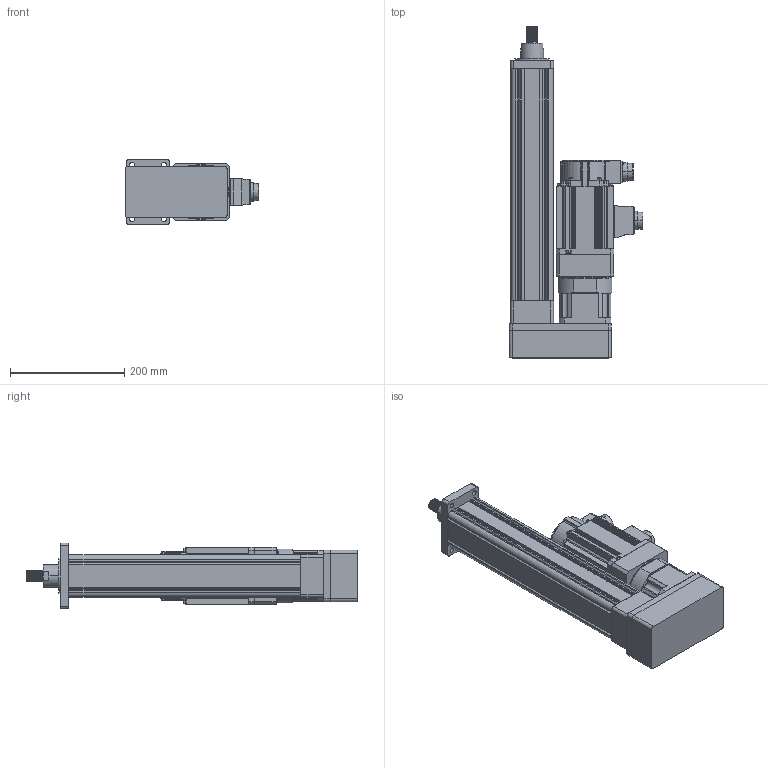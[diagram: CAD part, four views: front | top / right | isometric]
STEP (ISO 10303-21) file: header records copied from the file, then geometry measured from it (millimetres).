
FILE_DESCRIPTION (( 'STEP AP203' ), '1' );
FILE_NAME ('RLA75-10QF-10KN-R300-83mm-s.STEP', '2025-01-20T06:18:48', ( '微软用户' ), ( '微软中国' ), 'SwSTEP 2.0', 'SolidWorks 2022', '' );
FILE_SCHEMA (( 'CONFIG_CONTROL_DESIGN' ));
Length unit declared in the file: millimetre
Products named in the file (6): PGH90-L1-24-95-115-M6-A22; 75缸行程300折叠前法兰安装; _MSMF102L1H6 _body.stp; MSMF102L1H6.stp; RLA75-10QF-10KN-R300-83mm-s; MSMF102L1H6
Assembly tree (5 placements, depth 4):
  RLA75-10QF-10KN-R300-83mm-s
    75缸行程300折叠前法兰安装
    MSMF102L1H6
      MSMF102L1H6.stp
        _MSMF102L1H6 _body.stp
    PGH90-L1-24-95-115-M6-A22
Bounding box: 233.5 x 580 x 115 mm (x, y, z)
Volume: 5738621.3 mm3; surface area: 526507.1 mm2
Topology: 21 solids, 21 shells, 1411 faces, 3592 edges, 2320 vertices
Faces by surface type: cylinder 621, plane 574, cone 115, torus 62, sphere 26, bspline 13
Entity records: 48940 total; most frequent: CARTESIAN_POINT 13359, DIRECTION 7654, ORIENTED_EDGE 7156, EDGE_CURVE 3578, AXIS2_PLACEMENT_3D 2844, VERTEX_POINT 2320, LINE 1966, VECTOR 1966
